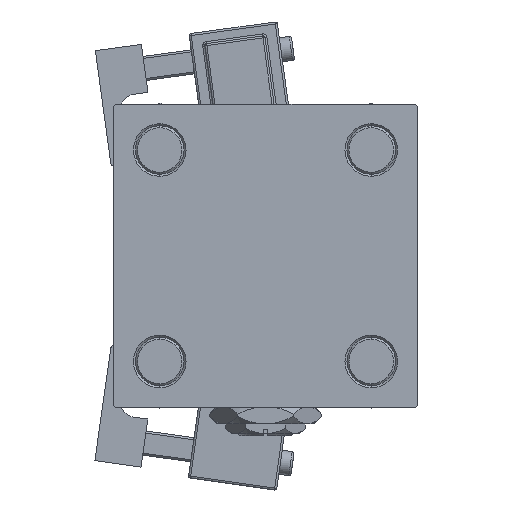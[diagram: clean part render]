
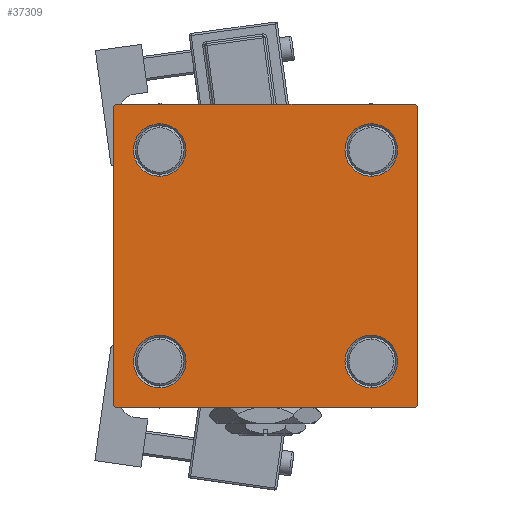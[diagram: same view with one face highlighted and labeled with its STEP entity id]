
A CAD part, left-side view. The second image highlights one B-rep face of the part: STEP entity #37309.
In plain terms, the highlighted planar face has unit normal (-1, 0, 0).
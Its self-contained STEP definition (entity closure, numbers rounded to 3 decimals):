
#675 = AXIS2_PLACEMENT_3D ( 'NONE', #11108, #32113, #52055 ) ;
#1284 = ORIENTED_EDGE ( 'NONE', *, *, #3921, .T. ) ;
#1578 = CARTESIAN_POINT ( 'NONE',  ( 0., 26.15, 19.65 ) ) ;
#1746 = VECTOR ( 'NONE', #37673, 1000. ) ;
#1970 = ORIENTED_EDGE ( 'NONE', *, *, #41216, .T. ) ;
#2071 = DIRECTION ( 'NONE',  ( 0., 0., 1. ) ) ;
#2398 = FACE_BOUND ( 'NONE', #6027, .T. ) ;
#2502 = CIRCLE ( 'NONE', #32997, 6.5 ) ;
#2588 = EDGE_CURVE ( 'NONE', #36169, #28673, #25980, .T. ) ;
#2677 = DIRECTION ( 'NONE',  ( -1., 0., 0. ) ) ;
#3633 = EDGE_CURVE ( 'NONE', #33813, #3863, #2502, .T. ) ;
#3863 = VERTEX_POINT ( 'NONE', #35887 ) ;
#3921 = EDGE_CURVE ( 'NONE', #3863, #33813, #51352, .T. ) ;
#4171 = VERTEX_POINT ( 'NONE', #16148 ) ;
#5310 = CARTESIAN_POINT ( 'NONE',  ( 0., -26.15, -26.15 ) ) ;
#5516 = CARTESIAN_POINT ( 'NONE',  ( 0., -26.15, 32.65 ) ) ;
#6027 = EDGE_LOOP ( 'NONE', ( #1284, #31938 ) ) ;
#6932 = ORIENTED_EDGE ( 'NONE', *, *, #17534, .T. ) ;
#7429 = ORIENTED_EDGE ( 'NONE', *, *, #22503, .T. ) ;
#8532 = CARTESIAN_POINT ( 'NONE',  ( 0., -37.25, -37.25 ) ) ;
#8998 = CARTESIAN_POINT ( 'NONE',  ( 0., 37.5, -37.5 ) ) ;
#9067 = VECTOR ( 'NONE', #32780, 1000. ) ;
#9197 = VERTEX_POINT ( 'NONE', #23286 ) ;
#9452 = CARTESIAN_POINT ( 'NONE',  ( 0., 26.15, 32.65 ) ) ;
#11108 = CARTESIAN_POINT ( 'NONE',  ( 0., -26.15, -26.15 ) ) ;
#11368 = DIRECTION ( 'NONE',  ( 0., 0., 1. ) ) ;
#11886 = CARTESIAN_POINT ( 'NONE',  ( 0., 37.5, 37. ) ) ;
#12148 = ORIENTED_EDGE ( 'NONE', *, *, #47124, .T. ) ;
#12540 = DIRECTION ( 'NONE',  ( 0., 0., -1. ) ) ;
#12572 = AXIS2_PLACEMENT_3D ( 'NONE', #5310, #22485, #29595 ) ;
#12833 = CARTESIAN_POINT ( 'NONE',  ( 0., 37.25, 37.25 ) ) ;
#12850 = CARTESIAN_POINT ( 'NONE',  ( 0., -37.5, 37.5 ) ) ;
#12910 = DIRECTION ( 'NONE',  ( 0., -0.707, -0.707 ) ) ;
#13022 = CARTESIAN_POINT ( 'NONE',  ( 0., -26.15, 26.15 ) ) ;
#13078 = VECTOR ( 'NONE', #26321, 1000. ) ;
#13081 = ORIENTED_EDGE ( 'NONE', *, *, #45284, .T. ) ;
#13176 = CARTESIAN_POINT ( 'NONE',  ( 0., 37.25, -37.25 ) ) ;
#13234 = LINE ( 'NONE', #45265, #13078 ) ;
#13338 = LINE ( 'NONE', #53759, #31415 ) ;
#14238 = EDGE_CURVE ( 'NONE', #46465, #48866, #50297, .T. ) ;
#14572 = EDGE_CURVE ( 'NONE', #9197, #4171, #17216, .T. ) ;
#14686 = AXIS2_PLACEMENT_3D ( 'NONE', #13022, #49880, #29670 ) ;
#15707 = EDGE_CURVE ( 'NONE', #22398, #53379, #50049, .T. ) ;
#16021 = DIRECTION ( 'NONE',  ( 0., 0., 1. ) ) ;
#16148 = CARTESIAN_POINT ( 'NONE',  ( 0., -37.5, -37. ) ) ;
#16492 = EDGE_LOOP ( 'NONE', ( #6932, #23025 ) ) ;
#16835 = CARTESIAN_POINT ( 'NONE',  ( 0., 26.15, -32.65 ) ) ;
#17216 = LINE ( 'NONE', #12850, #9067 ) ;
#17534 = EDGE_CURVE ( 'NONE', #28673, #36169, #44911, .T. ) ;
#17697 = DIRECTION ( 'NONE',  ( 0., 0., 1. ) ) ;
#18079 = ORIENTED_EDGE ( 'NONE', *, *, #14572, .F. ) ;
#18216 = CARTESIAN_POINT ( 'NONE',  ( 0., 26.15, 26.15 ) ) ;
#19439 = EDGE_LOOP ( 'NONE', ( #38296, #44505 ) ) ;
#19815 = DIRECTION ( 'NONE',  ( 1., 0., 0. ) ) ;
#20703 = CIRCLE ( 'NONE', #675, 6.5 ) ;
#21296 = VERTEX_POINT ( 'NONE', #45554 ) ;
#22398 = VERTEX_POINT ( 'NONE', #41935 ) ;
#22485 = DIRECTION ( 'NONE',  ( 1., 0., 0. ) ) ;
#22503 = EDGE_CURVE ( 'NONE', #9197, #50584, #38375, .T. ) ;
#23025 = ORIENTED_EDGE ( 'NONE', *, *, #2588, .T. ) ;
#23083 = CARTESIAN_POINT ( 'NONE',  ( 0., -26.15, -19.65 ) ) ;
#23114 = DIRECTION ( 'NONE',  ( 1., 0., 0. ) ) ;
#23286 = CARTESIAN_POINT ( 'NONE',  ( 0., -37.5, 37. ) ) ;
#23416 = VERTEX_POINT ( 'NONE', #11886 ) ;
#23682 = PLANE ( 'NONE',  #48577 ) ;
#24037 = CARTESIAN_POINT ( 'NONE',  ( 0., 37., -37.5 ) ) ;
#25980 = CIRCLE ( 'NONE', #48668, 6.5 ) ;
#26321 = DIRECTION ( 'NONE',  ( 0., -1., 0. ) ) ;
#26431 = LINE ( 'NONE', #8998, #37535 ) ;
#26724 = EDGE_CURVE ( 'NONE', #53379, #22398, #20703, .T. ) ;
#27956 = ORIENTED_EDGE ( 'NONE', *, *, #26724, .T. ) ;
#28301 = DIRECTION ( 'NONE',  ( 0., 0., 1. ) ) ;
#28495 = CIRCLE ( 'NONE', #49424, 6.5 ) ;
#28673 = VERTEX_POINT ( 'NONE', #9452 ) ;
#29000 = LINE ( 'NONE', #8532, #31275 ) ;
#29595 = DIRECTION ( 'NONE',  ( 0., 0., 1. ) ) ;
#29670 = DIRECTION ( 'NONE',  ( 0., 0., 1. ) ) ;
#29986 = VERTEX_POINT ( 'NONE', #48502 ) ;
#31275 = VECTOR ( 'NONE', #38532, 1000. ) ;
#31305 = DIRECTION ( 'NONE',  ( 0., 0., 1. ) ) ;
#31415 = VECTOR ( 'NONE', #12540, 1000. ) ;
#31938 = ORIENTED_EDGE ( 'NONE', *, *, #3633, .T. ) ;
#32113 = DIRECTION ( 'NONE',  ( 1., 0., 0. ) ) ;
#32127 = FACE_BOUND ( 'NONE', #19439, .T. ) ;
#32780 = DIRECTION ( 'NONE',  ( 0., 0., -1. ) ) ;
#32997 = AXIS2_PLACEMENT_3D ( 'NONE', #41121, #36751, #16021 ) ;
#33564 = EDGE_CURVE ( 'NONE', #23416, #46465, #13338, .T. ) ;
#33813 = VERTEX_POINT ( 'NONE', #16835 ) ;
#33835 = LINE ( 'NONE', #12833, #1746 ) ;
#34801 = CARTESIAN_POINT ( 'NONE',  ( 0., 26.15, -26.15 ) ) ;
#35887 = CARTESIAN_POINT ( 'NONE',  ( 0., 26.15, -19.65 ) ) ;
#35955 = FACE_BOUND ( 'NONE', #16492, .T. ) ;
#36169 = VERTEX_POINT ( 'NONE', #1578 ) ;
#36290 = ORIENTED_EDGE ( 'NONE', *, *, #14238, .T. ) ;
#36751 = DIRECTION ( 'NONE',  ( 1., 0., 0. ) ) ;
#36997 = CARTESIAN_POINT ( 'NONE',  ( 0., 26.15, 26.15 ) ) ;
#37039 = AXIS2_PLACEMENT_3D ( 'NONE', #36997, #19815, #11368 ) ;
#37309 = ADVANCED_FACE ( 'NONE', ( #32127, #48786, #2398, #35955, #48513 ), #23682, .T. ) ;
#37535 = VECTOR ( 'NONE', #43087, 1000. ) ;
#37625 = EDGE_CURVE ( 'NONE', #53704, #46757, #28495, .T. ) ;
#37673 = DIRECTION ( 'NONE',  ( 0., 0.707, -0.707 ) ) ;
#37799 = VECTOR ( 'NONE', #12910, 1000. ) ;
#37990 = VECTOR ( 'NONE', #39184, 1000. ) ;
#38296 = ORIENTED_EDGE ( 'NONE', *, *, #40941, .T. ) ;
#38375 = LINE ( 'NONE', #38644, #37990 ) ;
#38532 = DIRECTION ( 'NONE',  ( 0., -0.707, 0.707 ) ) ;
#38644 = CARTESIAN_POINT ( 'NONE',  ( 0., -37.25, 37.25 ) ) ;
#39184 = DIRECTION ( 'NONE',  ( 0., 0.707, 0.707 ) ) ;
#39643 = ORIENTED_EDGE ( 'NONE', *, *, #33564, .T. ) ;
#40439 = ORIENTED_EDGE ( 'NONE', *, *, #47364, .F. ) ;
#40555 = ORIENTED_EDGE ( 'NONE', *, *, #15707, .T. ) ;
#40941 = EDGE_CURVE ( 'NONE', #46757, #53704, #51294, .T. ) ;
#41121 = CARTESIAN_POINT ( 'NONE',  ( 0., 26.15, -26.15 ) ) ;
#41216 = EDGE_CURVE ( 'NONE', #21296, #4171, #29000, .T. ) ;
#41254 = EDGE_LOOP ( 'NONE', ( #39643, #36290, #13081, #1970, #18079, #7429, #40439, #12148 ) ) ;
#41811 = CARTESIAN_POINT ( 'NONE',  ( 0., -26.15, 19.65 ) ) ;
#41935 = CARTESIAN_POINT ( 'NONE',  ( 0., -26.15, -32.65 ) ) ;
#42522 = CARTESIAN_POINT ( 'NONE',  ( 0., -26.15, 26.15 ) ) ;
#42701 = EDGE_LOOP ( 'NONE', ( #27956, #40555 ) ) ;
#43087 = DIRECTION ( 'NONE',  ( 0., -1., 0. ) ) ;
#43928 = CARTESIAN_POINT ( 'NONE',  ( 0., -37., 37.5 ) ) ;
#44054 = CARTESIAN_POINT ( 'NONE',  ( 0., 37.5, -37. ) ) ;
#44384 = AXIS2_PLACEMENT_3D ( 'NONE', #34801, #47369, #2071 ) ;
#44505 = ORIENTED_EDGE ( 'NONE', *, *, #37625, .T. ) ;
#44911 = CIRCLE ( 'NONE', #37039, 6.5 ) ;
#45265 = CARTESIAN_POINT ( 'NONE',  ( 0., 37.5, 37.5 ) ) ;
#45284 = EDGE_CURVE ( 'NONE', #48866, #21296, #26431, .T. ) ;
#45554 = CARTESIAN_POINT ( 'NONE',  ( 0., -37., -37.5 ) ) ;
#46465 = VERTEX_POINT ( 'NONE', #44054 ) ;
#46757 = VERTEX_POINT ( 'NONE', #5516 ) ;
#46889 = DIRECTION ( 'NONE',  ( 1., 0., 0. ) ) ;
#47124 = EDGE_CURVE ( 'NONE', #29986, #23416, #33835, .T. ) ;
#47364 = EDGE_CURVE ( 'NONE', #29986, #50584, #13234, .T. ) ;
#47369 = DIRECTION ( 'NONE',  ( 1., 0., 0. ) ) ;
#48502 = CARTESIAN_POINT ( 'NONE',  ( 0., 37., 37.5 ) ) ;
#48513 = FACE_OUTER_BOUND ( 'NONE', #41254, .T. ) ;
#48577 = AXIS2_PLACEMENT_3D ( 'NONE', #49061, #2677, #28301 ) ;
#48668 = AXIS2_PLACEMENT_3D ( 'NONE', #18216, #23114, #31305 ) ;
#48786 = FACE_BOUND ( 'NONE', #42701, .T. ) ;
#48866 = VERTEX_POINT ( 'NONE', #24037 ) ;
#49061 = CARTESIAN_POINT ( 'NONE',  ( 0., 0., 0. ) ) ;
#49424 = AXIS2_PLACEMENT_3D ( 'NONE', #42522, #46889, #17697 ) ;
#49880 = DIRECTION ( 'NONE',  ( 1., 0., 0. ) ) ;
#50049 = CIRCLE ( 'NONE', #12572, 6.5 ) ;
#50297 = LINE ( 'NONE', #13176, #37799 ) ;
#50584 = VERTEX_POINT ( 'NONE', #43928 ) ;
#51294 = CIRCLE ( 'NONE', #14686, 6.5 ) ;
#51352 = CIRCLE ( 'NONE', #44384, 6.5 ) ;
#52055 = DIRECTION ( 'NONE',  ( 0., 0., 1. ) ) ;
#53379 = VERTEX_POINT ( 'NONE', #23083 ) ;
#53704 = VERTEX_POINT ( 'NONE', #41811 ) ;
#53759 = CARTESIAN_POINT ( 'NONE',  ( 0., 37.5, 37.5 ) ) ;
